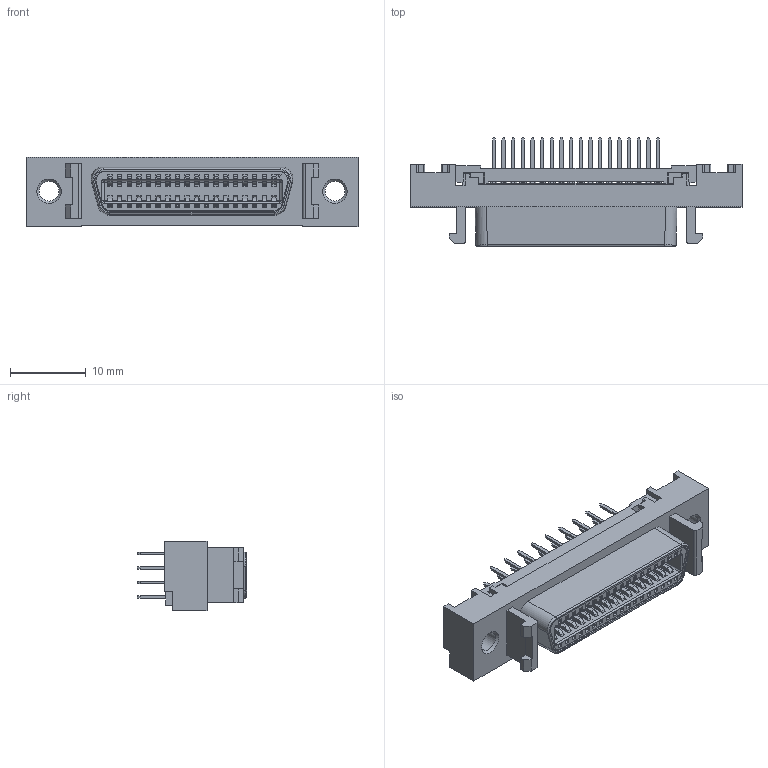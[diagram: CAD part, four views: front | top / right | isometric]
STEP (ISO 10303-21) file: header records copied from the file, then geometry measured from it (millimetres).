
FILE_DESCRIPTION( ('This file contains a STEP AP42 implementation' ,'as created by ZW3D STEP Interface translator.') ,'2;1' );
FILE_NAME( '6321-XXXSDXXMNX0X.stp' ,'2311 6.112521', (''), ('ZWCAD Software Co.'), 'Version 1.0', 'ZW3D to STEP translator', '' );
FILE_SCHEMA(('AUTOMOTIVE_DESIGN { 1 0 10303 214 1 1 1 1 }'));
Length unit declared in the file: millimetre
Products named in the file (1): 0
Bounding box: 43.7 x 14.35 x 9.2 mm (x, y, z)
Volume: 2041.3 mm3; surface area: 4849.3 mm2
Topology: 1 solids, 53 shells, 5129 faces, 13019 edges, 7826 vertices
Faces by surface type: plane 4206, cylinder 901, torus 12, bspline 4, sphere 4, cone 2
Full cylindrical faces by diameter (mm): 2.6 x2
Entity records: 192634 total; most frequent: CARTESIAN_POINT 87884, ORIENTED_EDGE 26038, EDGE_CURVE 13019, DIRECTION 12016, B_SPLINE_CURVE_WITH_KNOTS 11354, VERTEX_POINT 7826, EDGE_LOOP 5269, AXIS2_PLACEMENT_3D 5229
